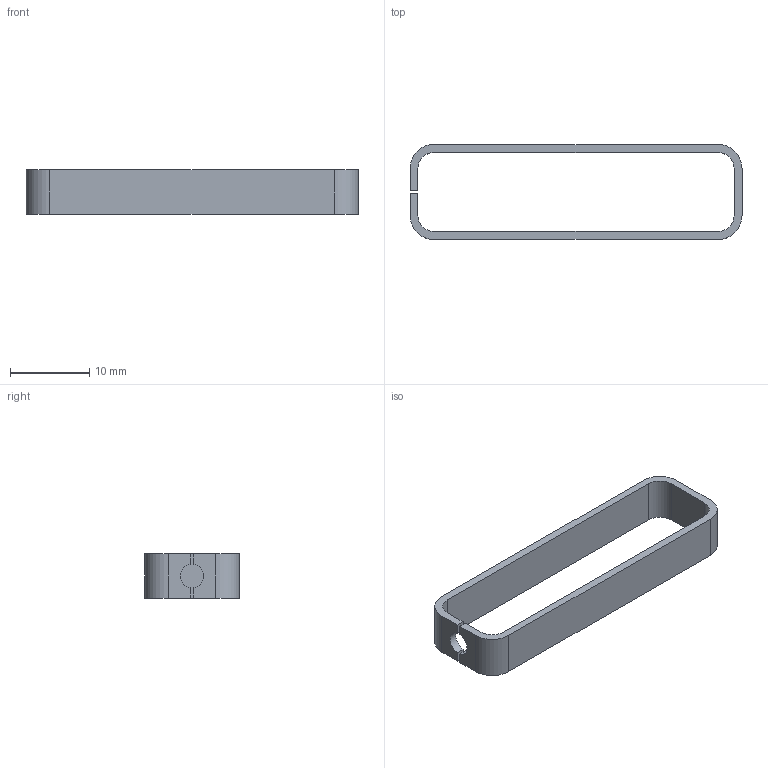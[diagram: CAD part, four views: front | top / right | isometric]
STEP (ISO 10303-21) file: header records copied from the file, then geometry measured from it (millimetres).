
FILE_DESCRIPTION(/* description */ (''),/* implementation_level */ '2;1');
FILE_NAME(/* name */ 'Thermistor Silicon Mold.step',/* time_stamp */ '2023-03-01T21:46:41-07:00',/* author */ (''),/* organization */ (''),/* preprocessor_version */ 'ST-DEVELOPER v19.2',/* originating_system */ 'Autodesk Translation Framework v11.17.0.187',/* authorisation */ '');
FILE_SCHEMA (('AUTOMOTIVE_DESIGN { 1 0 10303 214 3 1 1 }'));
Length unit declared in the file: millimetre
Products named in the file (2): Thermistor Silicon Mold;  Thermistor Silicon Mold
Assembly tree (1 placements, depth 2):
  Thermistor Silicon Mold
     Thermistor Silicon Mold
Bounding box: 42 x 12 x 5.6 mm (x, y, z)
Volume: 550.3 mm3; surface area: 1313 mm2
Topology: 1 solids, 1 shells, 26 faces, 72 edges, 48 vertices
Faces by surface type: plane 16, cylinder 10
Entity records: 889 total; most frequent: DIRECTION 150, CARTESIAN_POINT 149, ORIENTED_EDGE 144, EDGE_CURVE 72, LINE 52, VECTOR 52, AXIS2_PLACEMENT_3D 49, VERTEX_POINT 48
